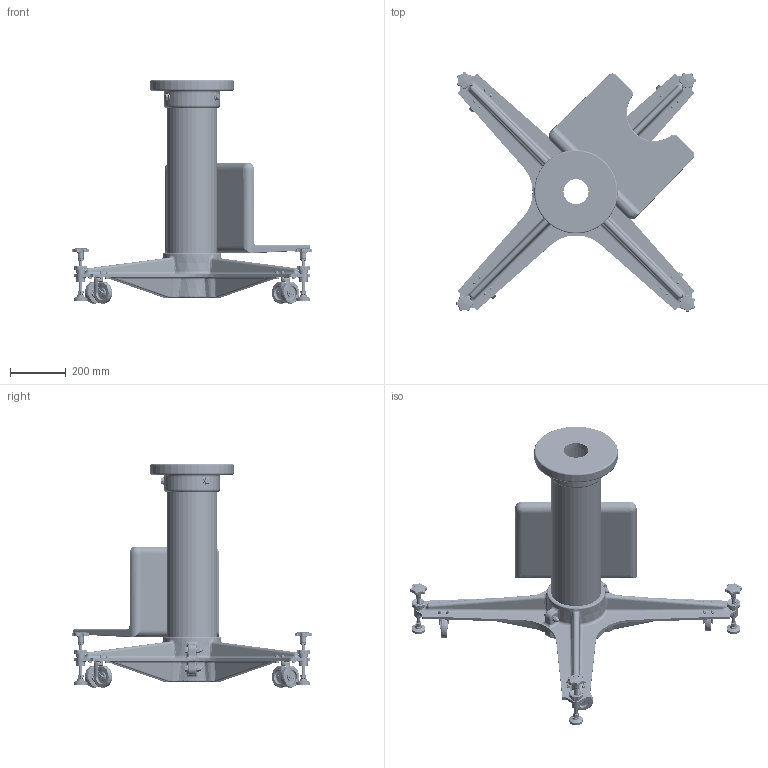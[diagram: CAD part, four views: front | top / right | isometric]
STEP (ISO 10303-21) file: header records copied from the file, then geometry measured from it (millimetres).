
FILE_DESCRIPTION(('STEP AP214'),'1');
FILE_NAME('.stp','2022-11-09T06:23:18',(' '),(' '),'Spatial InterOp 3D',' ',' ');
FILE_SCHEMA(('automotive_design'));
Length unit declared in the file: millimetre
Products named in the file (31): パーツ251; パーツ395; パーツ275; パーツ348; パーツ652; パーツ708; ボルト: 六角 - M6.0 x 20.0; パーツ259; パーツ1; ボルト: 六角 - M7.8 x 25.0; パーツ47
Assembly tree (30 placements, depth 2):
  (unnamed)
    パーツ251
    パーツ395
    パーツ395
    パーツ275
    パーツ275
    パーツ275
    パーツ275
    パーツ348
    パーツ652
    パーツ708
    パーツ708
    パーツ708
    パーツ708
    パーツ652
    パーツ652
    パーツ652
    ボルト: 六角 - M6.0 x 20.0
    ボルト: 六角 - M6.0 x 20.0
    ボルト: 六角 - M6.0 x 20.0
    ボルト: 六角 - M6.0 x 20.0
    パーツ348
    パーツ348
    パーツ348
    パーツ259
    パーツ1
    ボルト: 六角 - M7.8 x 25.0
    ボルト: 六角 - M7.8 x 25.0
    パーツ259
    パーツ259
    パーツ47
Bounding box: 860.28 x 860.28 x 801.17 mm (x, y, z)
Volume: 25698590.2 mm3; surface area: 2855613.9 mm2
Topology: 82 solids, 570 shells, 5099 faces, 14206 edges, 9842 vertices
Faces by surface type: plane 2144, cylinder 926, bspline 716, torus 615, cone 412, sphere 190, extrusion 88, revolution 8
Full cylindrical faces by diameter (mm): 2 x4, 4.5 x4, 6 x32, 6.5 x32, 7.8 x2, 8.5 x4, 11 x4, 11.5 x4, 11.7 x26, 12 x12, 12.7 x16, 13 x18, 15 x18, 15.748 x4, 17.6 x2, 18 x8, 19.757 x4, 20 x12, 21 x11, 23 x8, 25.5 x4, 26 x7, 30 x16, 32 x4, 38 x4, 49 x4, 50 x4, 52 x8, 90 x1, 140 x1
Entity records: 352701 total; most frequent: CARTESIAN_POINT 195920, ORIENTED_EDGE 23378, DIRECTION 21511, EDGE_CURVE 13169, VERTEX_POINT 9614, AXIS2_PLACEMENT_3D 8743, EDGE_LOOP 6079, STYLED_ITEM 5099
